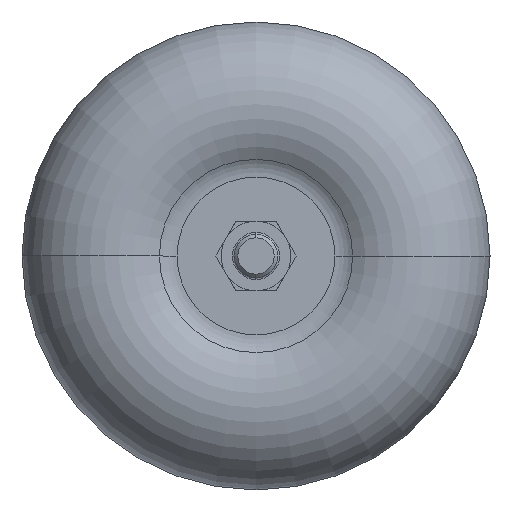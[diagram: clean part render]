
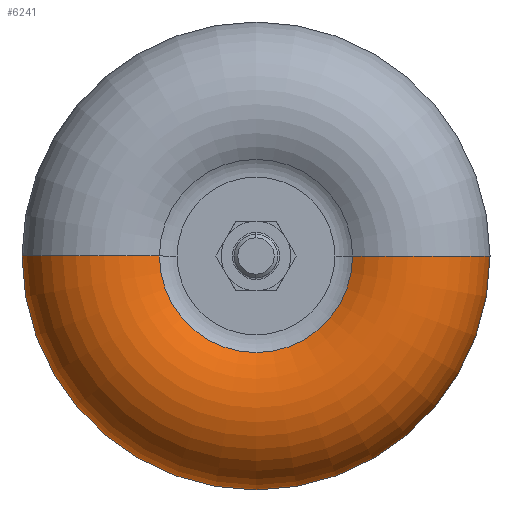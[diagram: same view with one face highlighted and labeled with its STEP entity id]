
A CAD part, front view. The second image highlights one B-rep face of the part: STEP entity #6241.
In plain terms, the highlighted toroidal (fillet/blend) face has major radius 33.8 mm and minor radius 20 mm.
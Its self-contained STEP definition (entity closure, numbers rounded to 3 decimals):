
#6014=CARTESIAN_POINT('',(33.8,-20.,0.));
#6015=DIRECTION('',(0.,0.,1.));
#6016=DIRECTION('',(1.,0.,0.));
#6017=AXIS2_PLACEMENT_3D('',#6014,#6015,#6016);
#6019=CARTESIAN_POINT('',(0.,-20.,0.));
#6020=DIRECTION('',(0.,1.,0.));
#6021=DIRECTION('',(-1.,0.,0.));
#6022=AXIS2_PLACEMENT_3D('',#6019,#6020,#6021);
#6029=CARTESIAN_POINT('',(0.,-3.704,0.));
#6030=DIRECTION('',(0.,1.,0.));
#6031=DIRECTION('',(-1.,0.,0.));
#6032=AXIS2_PLACEMENT_3D('',#6029,#6030,#6031);
#6044=CARTESIAN_POINT('',(-33.8,-20.,0.));
#6045=DIRECTION('',(0.,0.,-1.));
#6046=DIRECTION('',(-1.,0.,0.));
#6047=AXIS2_PLACEMENT_3D('',#6044,#6045,#6046);
#6068=CARTESIAN_POINT('',(53.8,-20.,0.));
#6069=CARTESIAN_POINT('',(22.206,-3.704,0.));
#6070=VERTEX_POINT('',#6068);
#6071=VERTEX_POINT('',#6069);
#6072=CARTESIAN_POINT('',(-53.8,-20.,0.));
#6073=CARTESIAN_POINT('',(-22.206,-3.704,
0.));
#6074=VERTEX_POINT('',#6072);
#6075=VERTEX_POINT('',#6073);
#6227=CARTESIAN_POINT('',(0.,-20.,0.));
#6228=DIRECTION('',(0.,-1.,0.));
#6229=DIRECTION('',(1.,0.,0.));
#6230=AXIS2_PLACEMENT_3D('',#6227,#6228,#6229);
#6231=TOROIDAL_SURFACE('',#6230,33.8,20.);
#6233=ORIENTED_EDGE('',*,*,#6232,.T.);
#6235=ORIENTED_EDGE('',*,*,#6234,.F.);
#6236=ORIENTED_EDGE('',*,*,#6217,.F.);
#6238=ORIENTED_EDGE('',*,*,#6237,.T.);
#6239=EDGE_LOOP('',(#6233,#6235,#6236,#6238));
#6240=FACE_OUTER_BOUND('',#6239,.F.);
#6241=ADVANCED_FACE('',(#6240),#6231,.T.);
#6018=CIRCLE('',#6017,20.);
#6023=CIRCLE('',#6022,53.8);
#6033=CIRCLE('',#6032,22.206);
#6048=CIRCLE('',#6047,20.);
#6217=EDGE_CURVE('',#6074,#6070,#6023,.T.);
#6232=EDGE_CURVE('',#6075,#6071,#6033,.T.);
#6234=EDGE_CURVE('',#6070,#6071,#6018,.T.);
#6237=EDGE_CURVE('',#6074,#6075,#6048,.T.);
